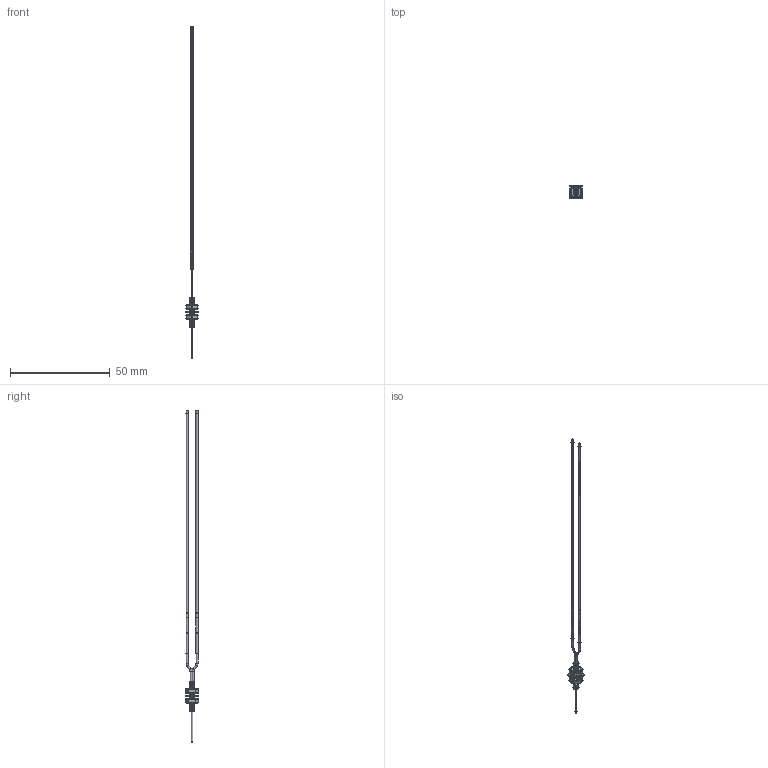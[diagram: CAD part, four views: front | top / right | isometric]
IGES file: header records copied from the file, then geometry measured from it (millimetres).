
Start section:  PTC IGES file: 188724.igs
Global section: file name: 188724.igs; native system: Creo Parametric by Parametric Technology Corporation; preprocessor: 2013230; author: pdmadmin; organization: Unknown; date: 20160112.151103; units: millimetre
Bounding box: 6.35 x 6.41 x 166.51 mm (x, y, z)
Volume: 373 mm3; surface area: 13846.1 mm2
Topology: 11 solids, 15 shells, 486 faces, 2524 edges, 3264 vertices
Faces by surface type: revolution 332, bspline 154
